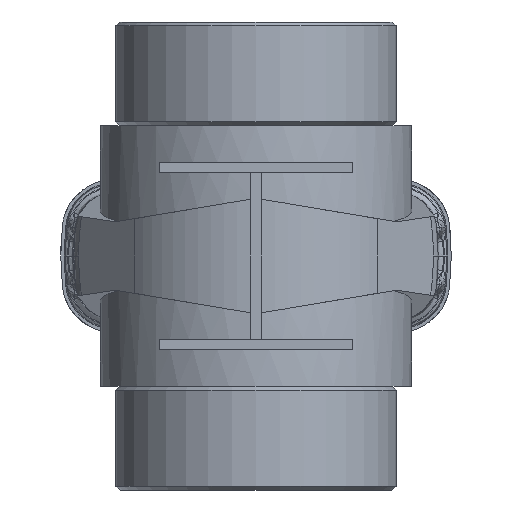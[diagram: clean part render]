
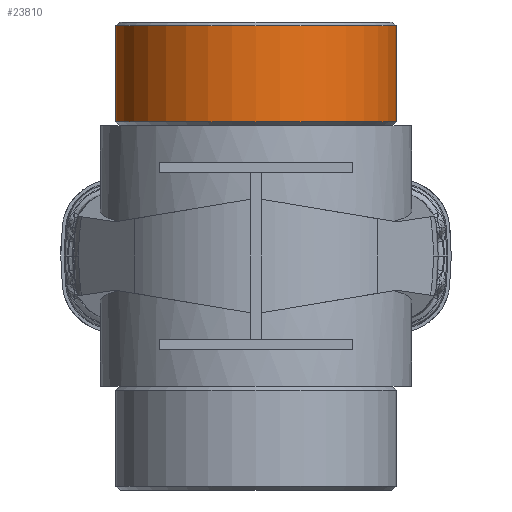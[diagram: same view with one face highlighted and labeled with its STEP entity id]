
A CAD part, front view. The second image highlights one B-rep face of the part: STEP entity #23810.
In plain terms, the highlighted cylindrical face has radius 203.2 mm (diameter 406.4 mm), a partial arc.
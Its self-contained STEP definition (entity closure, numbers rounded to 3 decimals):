
#352 = CARTESIAN_POINT ( 'NONE',  ( -203.2, 0., 332.399 ) ) ;
#838 = CARTESIAN_POINT ( 'NONE',  ( -203.2, 0., 193.601 ) ) ;
#839 = CARTESIAN_POINT ( 'NONE',  ( 203.2, 0., 332.399 ) ) ;
#923 = CARTESIAN_POINT ( 'NONE',  ( 203.2, 0., 193.601 ) ) ;
#2728 = EDGE_LOOP ( 'NONE', ( #33645, #33646, #33647, #33648 ) ) ;
#7762 = AXIS2_PLACEMENT_3D ( 'NONE', #17651, #17652, #17653 ) ;
#7763 = AXIS2_PLACEMENT_3D ( 'NONE', #17654, #17655, #17656 ) ;
#8236 = EDGE_CURVE ( 'NONE', #33885, #34339, #33242, .T. ) ;
#8237 = EDGE_CURVE ( 'NONE', #34338, #34384, #33244, .T. ) ;
#8297 = EDGE_CURVE ( 'NONE', #34384, #34339, #33307, .T. ) ;
#8305 = EDGE_CURVE ( 'NONE', #34338, #33885, #33322, .T. ) ;
#12396 = AXIS2_PLACEMENT_3D ( 'NONE', #26969, #26967, #26965 ) ;
#17651 = CARTESIAN_POINT ( 'NONE',  ( 0., 0., 332.399 ) ) ;
#17652 = DIRECTION ( 'NONE',  ( 0., 0., 1. ) ) ;
#17653 = DIRECTION ( 'NONE',  ( 1., 0., 0. ) ) ;
#17654 = CARTESIAN_POINT ( 'NONE',  ( 0., 0., 193.601 ) ) ;
#17655 = DIRECTION ( 'NONE',  ( 0., 0., 1. ) ) ;
#17656 = DIRECTION ( 'NONE',  ( 1., 0., 0. ) ) ;
#23810 = ADVANCED_FACE ( 'NONE', ( #26056 ), #26059, .T. ) ;
#26056 = FACE_OUTER_BOUND ( 'NONE', #2728, .T. ) ;
#26059 = CYLINDRICAL_SURFACE ( 'NONE', #12396, 203.2 ) ;
#26965 = DIRECTION ( 'NONE',  ( 1., 0., 0. ) ) ;
#26967 = DIRECTION ( 'NONE',  ( 0., 0., 1. ) ) ;
#26969 = CARTESIAN_POINT ( 'NONE',  ( 0., 0., 239.8 ) ) ;
#27982 = DIRECTION ( 'NONE',  ( 0., 0., 1. ) ) ;
#28002 = CARTESIAN_POINT ( 'NONE',  ( 203.2, 0., 239.8 ) ) ;
#28020 = CARTESIAN_POINT ( 'NONE',  ( -203.2, 0., 239.8 ) ) ;
#28039 = DIRECTION ( 'NONE',  ( 0., 0., 1. ) ) ;
#33242 = CIRCLE ( 'NONE', #7762, 203.2 ) ;
#33244 = CIRCLE ( 'NONE', #7763, 203.2 ) ;
#33307 = LINE ( 'NONE', #28002, #33311 ) ;
#33311 = VECTOR ( 'NONE', #27982, 1000. ) ;
#33322 = LINE ( 'NONE', #28020, #33324 ) ;
#33324 = VECTOR ( 'NONE', #28039, 1000. ) ;
#33645 = ORIENTED_EDGE ( 'NONE', *, *, #8305, .F. ) ;
#33646 = ORIENTED_EDGE ( 'NONE', *, *, #8237, .T. ) ;
#33647 = ORIENTED_EDGE ( 'NONE', *, *, #8297, .T. ) ;
#33648 = ORIENTED_EDGE ( 'NONE', *, *, #8236, .F. ) ;
#33885 = VERTEX_POINT ( 'NONE', #352 ) ;
#34338 = VERTEX_POINT ( 'NONE', #838 ) ;
#34339 = VERTEX_POINT ( 'NONE', #839 ) ;
#34384 = VERTEX_POINT ( 'NONE', #923 ) ;
